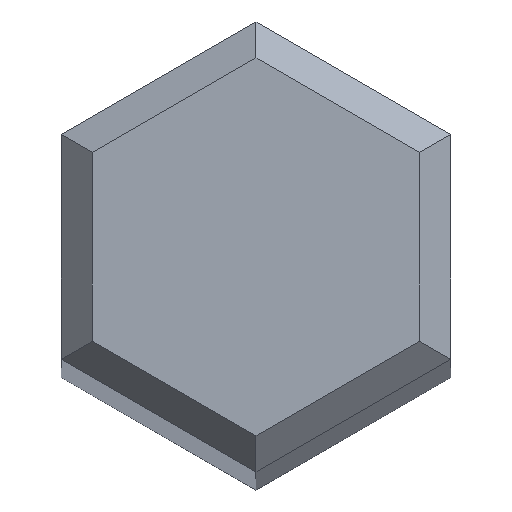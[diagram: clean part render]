
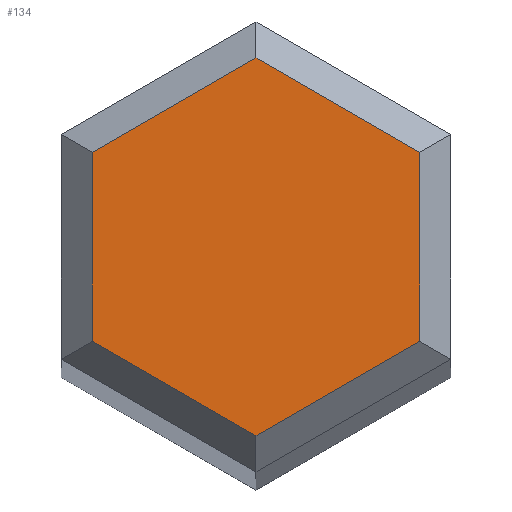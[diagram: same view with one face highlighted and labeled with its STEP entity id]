
A CAD part, top view. The second image highlights one B-rep face of the part: STEP entity #134.
In plain terms, the highlighted planar face has unit normal (0, 0, 1).
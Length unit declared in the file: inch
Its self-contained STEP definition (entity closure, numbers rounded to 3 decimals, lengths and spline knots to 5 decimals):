
#2 = EDGE_LOOP ( 'NONE', ( #35, #478, #383, #386, #466, #79 ) ) ;
#5 = CARTESIAN_POINT ( 'NONE',  ( -0.08268, -0.04773, 2.65748 ) ) ;
#35 = ORIENTED_EDGE ( 'NONE', *, *, #565, .T. ) ;
#53 = LINE ( 'NONE', #287, #57 ) ;
#57 = VECTOR ( 'NONE', #114, 39.37008 ) ;
#68 = CARTESIAN_POINT ( 'NONE',  ( 0.08268, -0.04773, 2.65748 ) ) ;
#79 = ORIENTED_EDGE ( 'NONE', *, *, #346, .F. ) ;
#98 = CARTESIAN_POINT ( 'NONE',  ( -0.08268, -0.04773, 2.65748 ) ) ;
#99 = VERTEX_POINT ( 'NONE', #507 ) ;
#102 = DIRECTION ( 'NONE',  ( 0., 0., 1. ) ) ;
#113 = AXIS2_PLACEMENT_3D ( 'NONE', #427, #102, #185 ) ;
#114 = DIRECTION ( 'NONE',  ( 0.866, -0.5, 0. ) ) ;
#134 = ADVANCED_FACE ( 'NONE', ( #235 ), #419, .T. ) ;
#142 = DIRECTION ( 'NONE',  ( 0.866, -0.5, 0. ) ) ;
#143 = VECTOR ( 'NONE', #362, 39.37008 ) ;
#185 = DIRECTION ( 'NONE',  ( 1., 0., 0. ) ) ;
#186 = LINE ( 'NONE', #215, #143 ) ;
#208 = EDGE_CURVE ( 'NONE', #225, #307, #267, .T. ) ;
#215 = CARTESIAN_POINT ( 'NONE',  ( 0., 0.09547, 2.65748 ) ) ;
#225 = VERTEX_POINT ( 'NONE', #5 ) ;
#235 = FACE_OUTER_BOUND ( 'NONE', #2, .T. ) ;
#249 = DIRECTION ( 'NONE',  ( 0.866, 0.5, 0. ) ) ;
#259 = LINE ( 'NONE', #396, #444 ) ;
#267 = LINE ( 'NONE', #98, #281 ) ;
#270 = CARTESIAN_POINT ( 'NONE',  ( 0., 0.09547, 2.65748 ) ) ;
#281 = VECTOR ( 'NONE', #142, 39.37008 ) ;
#287 = CARTESIAN_POINT ( 'NONE',  ( 0., 0.09547, 2.65748 ) ) ;
#299 = CARTESIAN_POINT ( 'NONE',  ( -0.08268, 0., 2.65748 ) ) ;
#307 = VERTEX_POINT ( 'NONE', #480 ) ;
#334 = LINE ( 'NONE', #496, #391 ) ;
#345 = VERTEX_POINT ( 'NONE', #68 ) ;
#346 = EDGE_CURVE ( 'NONE', #535, #99, #53, .T. ) ;
#348 = DIRECTION ( 'NONE',  ( 0., -1., 0. ) ) ;
#362 = DIRECTION ( 'NONE',  ( -0.866, -0.5, 0. ) ) ;
#366 = VERTEX_POINT ( 'NONE', #398 ) ;
#383 = ORIENTED_EDGE ( 'NONE', *, *, #208, .T. ) ;
#386 = ORIENTED_EDGE ( 'NONE', *, *, #401, .T. ) ;
#391 = VECTOR ( 'NONE', #461, 39.37008 ) ;
#396 = CARTESIAN_POINT ( 'NONE',  ( 0., -0.09547, 2.65748 ) ) ;
#398 = CARTESIAN_POINT ( 'NONE',  ( -0.08268, 0.04773, 2.65748 ) ) ;
#401 = EDGE_CURVE ( 'NONE', #307, #345, #259, .T. ) ;
#419 = PLANE ( 'NONE',  #113 ) ;
#427 = CARTESIAN_POINT ( 'NONE',  ( 0., 0., 2.65748 ) ) ;
#444 = VECTOR ( 'NONE', #249, 39.37008 ) ;
#461 = DIRECTION ( 'NONE',  ( 0., -1., 0. ) ) ;
#466 = ORIENTED_EDGE ( 'NONE', *, *, #553, .F. ) ;
#478 = ORIENTED_EDGE ( 'NONE', *, *, #489, .T. ) ;
#480 = CARTESIAN_POINT ( 'NONE',  ( 0., -0.09547, 2.65748 ) ) ;
#489 = EDGE_CURVE ( 'NONE', #366, #225, #530, .T. ) ;
#496 = CARTESIAN_POINT ( 'NONE',  ( 0.08268, -0.02841, 2.65748 ) ) ;
#507 = CARTESIAN_POINT ( 'NONE',  ( 0.08268, 0.04773, 2.65748 ) ) ;
#530 = LINE ( 'NONE', #299, #570 ) ;
#535 = VERTEX_POINT ( 'NONE', #270 ) ;
#553 = EDGE_CURVE ( 'NONE', #99, #345, #334, .T. ) ;
#565 = EDGE_CURVE ( 'NONE', #535, #366, #186, .T. ) ;
#570 = VECTOR ( 'NONE', #348, 39.37008 ) ;
